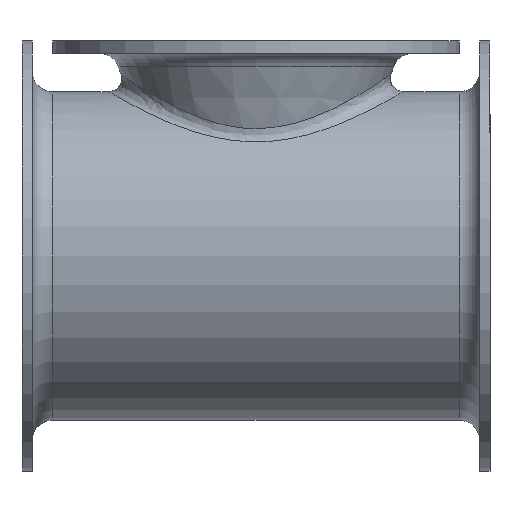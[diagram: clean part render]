
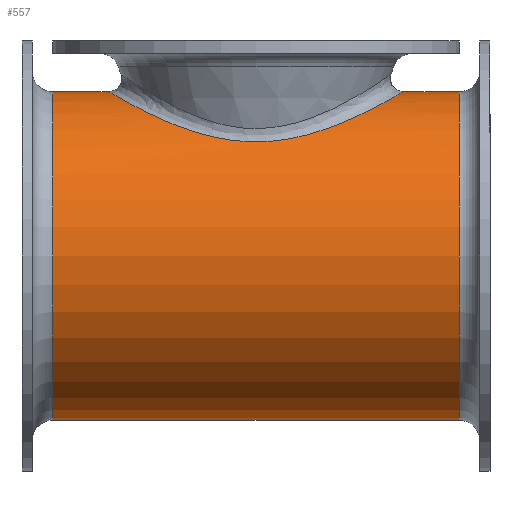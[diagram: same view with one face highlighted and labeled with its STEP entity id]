
A CAD part, front view. The second image highlights one B-rep face of the part: STEP entity #557.
In plain terms, the highlighted cylindrical face has radius 160 mm (diameter 320 mm), a full revolution.
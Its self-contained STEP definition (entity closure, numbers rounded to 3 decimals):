
#14=CYLINDRICAL_SURFACE('',#605,160.);
#36=B_SPLINE_CURVE_WITH_KNOTS('',3,(#1549,#1550,#1551,#1552,#1553,#1554,
#1555,#1556,#1557,#1558,#1559,#1560,#1561,#1562,#1563,#1564,#1565,#1566,
#1567,#1568,#1569,#1570,#1571,#1572,#1573,#1574,#1575,#1576,#1577,#1578,
#1579,#1580,#1581,#1582,#1583,#1584,#1585,#1586,#1587,#1588,#1589,#1590,
#1591,#1592,#1593,#1594,#1595,#1596,#1597,#1598,#1599,#1600,#1601,#1602,
#1603,#1604,#1605,#1606,#1607,#1608,#1609,#1610,#1611,#1612,#1613,#1614,
#1615,#1616,#1617,#1618),.UNSPECIFIED.,.T.,.F.,(4,1,1,1,1,1,1,1,1,1,1,1,
1,1,1,1,1,1,1,1,1,1,1,1,1,1,1,1,1,1,1,1,1,1,1,1,1,1,1,1,1,1,1,1,1,1,1,1,
1,1,1,1,1,1,1,1,1,1,1,1,1,1,1,1,1,1,1,4),(-737.375,-734.906,
-734.083,-730.791,-724.207,-714.332,
-711.04,-684.705,-676.476,-671.538,-668.246,
-658.37,-645.203,-632.036,-625.452,-623.257,
-605.701,-596.922,-583.755,-570.588,
-564.004,-561.809,-550.837,-544.253,
-526.696,-513.529,-510.237,-509.14,-500.362,
-491.583,-456.47,-446.595,-438.914,
-425.746,-421.357,-410.384,-403.801,
-386.244,-381.855,-368.687,-351.131,
-333.574,-316.018,-298.461,-291.878,
-289.683,-280.905,-263.348,-245.792,-237.013,
-210.679,-200.803,-190.927,-184.344,-158.009,
-153.071,-144.841,-141.55,-131.674,
-118.507,-108.631,-106.985,-105.339,
-92.172,-79.004,-52.67,-26.335,0.),
 .UNSPECIFIED.);
#61=FACE_BOUND('',#167,.T.);
#62=FACE_BOUND('',#168,.T.);
#122=FACE_OUTER_BOUND('',#166,.T.);
#166=EDGE_LOOP('',(#415));
#167=EDGE_LOOP('',(#416));
#168=EDGE_LOOP('',(#417));
#258=CIRCLE('',#606,160.);
#259=CIRCLE('',#607,160.);
#299=VERTEX_POINT('',#1476);
#302=VERTEX_POINT('',#1623);
#303=VERTEX_POINT('',#1625);
#353=EDGE_CURVE('',#299,#299,#36,.T.);
#355=EDGE_CURVE('',#302,#302,#258,.T.);
#356=EDGE_CURVE('',#303,#303,#259,.T.);
#415=ORIENTED_EDGE('',*,*,#355,.F.);
#416=ORIENTED_EDGE('',*,*,#356,.F.);
#417=ORIENTED_EDGE('',*,*,#353,.F.);
#557=ADVANCED_FACE('',(#122,#61,#62),#14,.T.);
#605=AXIS2_PLACEMENT_3D('',#1622,#702,#703);
#606=AXIS2_PLACEMENT_3D('',#1624,#704,#705);
#607=AXIS2_PLACEMENT_3D('',#1626,#706,#707);
#702=DIRECTION('center_axis',(-1.,0.,0.));
#703=DIRECTION('ref_axis',(0.,0.,-1.));
#704=DIRECTION('center_axis',(-1.,0.,0.));
#705=DIRECTION('ref_axis',(0.,0.,
1.));
#706=DIRECTION('center_axis',(1.,0.,0.));
#707=DIRECTION('ref_axis',(0.,0.,
1.));
#1476=CARTESIAN_POINT('',(-0.175,115.058,110.983));
#1549=CARTESIAN_POINT('Ctrl Pts',(-0.175,115.058,110.983));
#1550=CARTESIAN_POINT('Ctrl Pts',(-1.147,115.058,110.984));
#1551=CARTESIAN_POINT('Ctrl Pts',(-2.441,115.048,110.993));
#1552=CARTESIAN_POINT('Ctrl Pts',(-5.033,115.,111.043));
#1553=CARTESIAN_POINT('Ctrl Pts',(-9.236,114.866,111.181));
#1554=CARTESIAN_POINT('Ctrl Pts',(-16.983,114.376,111.686));
#1555=CARTESIAN_POINT('Ctrl Pts',(-24.65,113.476,112.602));
#1556=CARTESIAN_POINT('Ctrl Pts',(-39.757,111.053,115.008));
#1557=CARTESIAN_POINT('Ctrl Pts',(-53.836,107.342,118.572));
#1558=CARTESIAN_POINT('Ctrl Pts',(-67.445,101.964,123.121));
#1559=CARTESIAN_POINT('Ctrl Pts',(-72.947,99.491,125.114));
#1560=CARTESIAN_POINT('Ctrl Pts',(-78.908,96.593,127.376));
#1561=CARTESIAN_POINT('Ctrl Pts',(-87.321,91.99,130.791));
#1562=CARTESIAN_POINT('Ctrl Pts',(-98.197,84.724,135.649));
#1563=CARTESIAN_POINT('Ctrl Pts',(-107.222,77.196,140.029));
#1564=CARTESIAN_POINT('Ctrl Pts',(-112.756,71.722,142.842));
#1565=CARTESIAN_POINT('Ctrl Pts',(-119.159,64.884,146.156));
#1566=CARTESIAN_POINT('Ctrl Pts',(-125.465,56.805,149.561));
#1567=CARTESIAN_POINT('Ctrl Pts',(-132.648,44.645,153.575));
#1568=CARTESIAN_POINT('Ctrl Pts',(-137.847,33.039,156.555));
#1569=CARTESIAN_POINT('Ctrl Pts',(-141.135,21.471,158.478));
#1570=CARTESIAN_POINT('Ctrl Pts',(-142.441,13.595,159.247));
#1571=CARTESIAN_POINT('Ctrl Pts',(-143.266,6.422,159.734));
#1572=CARTESIAN_POINT('Ctrl Pts',(-143.541,-0.79,159.896));
#1573=CARTESIAN_POINT('Ctrl Pts',(-142.727,-13.613,159.415));
#1574=CARTESIAN_POINT('Ctrl Pts',(-139.98,-26.961,157.794));
#1575=CARTESIAN_POINT('Ctrl Pts',(-135.464,-38.492,155.185));
#1576=CARTESIAN_POINT('Ctrl Pts',(-132.638,-44.191,153.582));
#1577=CARTESIAN_POINT('Ctrl Pts',(-130.429,-48.408,152.335));
#1578=CARTESIAN_POINT('Ctrl Pts',(-127.004,-54.185,150.421));
#1579=CARTESIAN_POINT('Ctrl Pts',(-116.116,-69.439,144.485));
#1580=CARTESIAN_POINT('Ctrl Pts',(-101.781,-82.654,137.153));
#1581=CARTESIAN_POINT('Ctrl Pts',(-85.838,-92.784,130.192));
#1582=CARTESIAN_POINT('Ctrl Pts',(-76.047,-98.144,126.224));
#1583=CARTESIAN_POINT('Ctrl Pts',(-67.568,-101.968,123.129));
#1584=CARTESIAN_POINT('Ctrl Pts',(-57.63,-105.732,119.91));
#1585=CARTESIAN_POINT('Ctrl Pts',(-49.789,-108.233,117.656));
#1586=CARTESIAN_POINT('Ctrl Pts',(-36.825,-111.541,114.541));
#1587=CARTESIAN_POINT('Ctrl Pts',(-25.892,-113.418,112.66));
#1588=CARTESIAN_POINT('Ctrl Pts',(-12.227,-114.767,111.286));
#1589=CARTESIAN_POINT('Ctrl Pts',(1.601,-115.352,110.675));
#1590=CARTESIAN_POINT('Ctrl Pts',(20.611,-114.269,111.807));
#1591=CARTESIAN_POINT('Ctrl Pts',(40.73,-110.808,115.276));
#1592=CARTESIAN_POINT('Ctrl Pts',(59.981,-105.121,120.533));
#1593=CARTESIAN_POINT('Ctrl Pts',(74.158,-98.955,125.613));
#1594=CARTESIAN_POINT('Ctrl Pts',(82.522,-94.409,128.99));
#1595=CARTESIAN_POINT('Ctrl Pts',(87.998,-91.195,131.286));
#1596=CARTESIAN_POINT('Ctrl Pts',(96.644,-85.623,135.08));
#1597=CARTESIAN_POINT('Ctrl Pts',(108.921,-75.745,140.986));
#1598=CARTESIAN_POINT('Ctrl Pts',(119.464,-64.263,146.499));
#1599=CARTESIAN_POINT('Ctrl Pts',(130.419,-48.9,152.478));
#1600=CARTESIAN_POINT('Ctrl Pts',(137.451,-34.191,156.527));
#1601=CARTESIAN_POINT('Ctrl Pts',(141.53,-17.905,158.915));
#1602=CARTESIAN_POINT('Ctrl Pts',(142.801,-8.371,159.665));
#1603=CARTESIAN_POINT('Ctrl Pts',(143.397,7.271,160.02));
#1604=CARTESIAN_POINT('Ctrl Pts',(141.254,21.068,158.745));
#1605=CARTESIAN_POINT('Ctrl Pts',(136.619,34.644,156.053));
#1606=CARTESIAN_POINT('Ctrl Pts',(134.303,40.132,154.725));
#1607=CARTESIAN_POINT('Ctrl Pts',(130.893,47.003,152.79));
#1608=CARTESIAN_POINT('Ctrl Pts',(126.129,55.174,150.124));
#1609=CARTESIAN_POINT('Ctrl Pts',(119.052,64.638,146.284));
#1610=CARTESIAN_POINT('Ctrl Pts',(113.051,71.099,143.167));
#1611=CARTESIAN_POINT('Ctrl Pts',(109.701,74.362,141.472));
#1612=CARTESIAN_POINT('Ctrl Pts',(105.454,78.376,139.342));
#1613=CARTESIAN_POINT('Ctrl Pts',(97.802,84.765,135.625));
#1614=CARTESIAN_POINT('Ctrl Pts',(81.939,95.334,128.55));
#1615=CARTESIAN_POINT('Ctrl Pts',(60.071,105.605,120.241));
#1616=CARTESIAN_POINT('Ctrl Pts',(30.933,113.287,112.862));
#1617=CARTESIAN_POINT('Ctrl Pts',(10.188,115.062,110.97));
#1618=CARTESIAN_POINT('Ctrl Pts',(-0.175,115.058,110.983));
#1622=CARTESIAN_POINT('Origin',(-0.175,0.,
-0.2));
#1623=CARTESIAN_POINT('',(-198.175,0.,-160.2));
#1624=CARTESIAN_POINT('Origin',(-198.175,0.,-0.2));
#1625=CARTESIAN_POINT('',(197.825,0.,-160.2));
#1626=CARTESIAN_POINT('Origin',(197.825,0.,-0.2));
